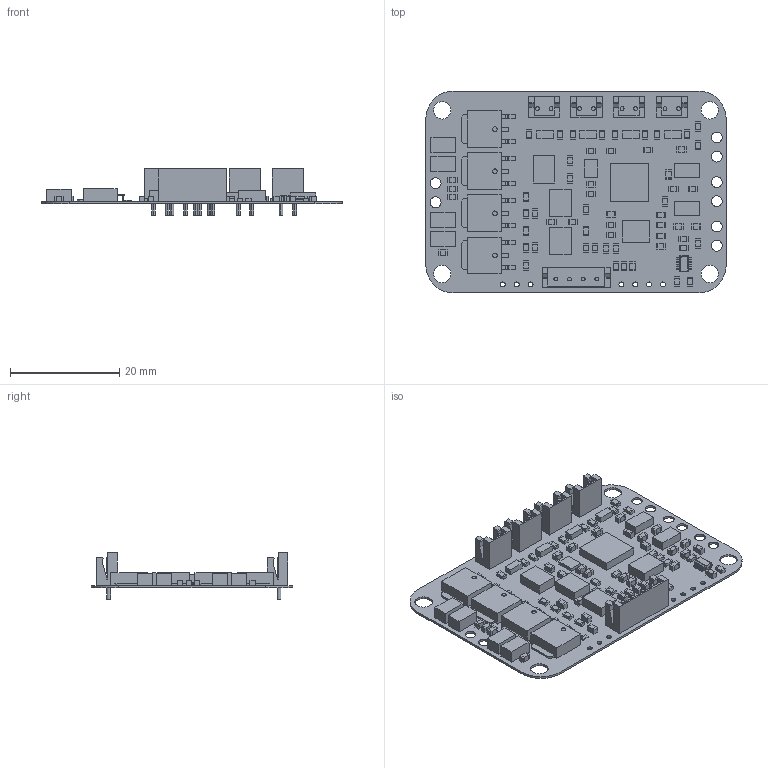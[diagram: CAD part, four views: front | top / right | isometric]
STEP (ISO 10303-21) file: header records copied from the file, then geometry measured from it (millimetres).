
FILE_DESCRIPTION(('Open CASCADE Model'),'2;1');
FILE_NAME('Open CASCADE Shape Model','2020-02-25T11:58:19',('Author'),( 'Open CASCADE'),'Open CASCADE STEP processor 6.8','Open CASCADE 6.8' ,'Unknown');
FILE_SCHEMA(('AUTOMOTIVE_DESIGN { 1 0 10303 214 1 1 1 1 }'));
Length unit declared in the file: millimetre
Products named in the file (1): PCB
Bounding box: 55 x 36.92 x 8.5 mm (x, y, z)
Volume: 1724.5 mm3; surface area: 7677.4 mm2
Topology: 220 solids, 385 shells, 1886 faces, 4324 edges, 3037 vertices
Faces by surface type: plane 1683, cylinder 185, sphere 10, bspline 8
Full cylindrical faces by diameter (mm): 0.762 x12, 0.838 x4, 0.9 x7, 2 x8, 3.2 x4
Entity records: 55190 total; most frequent: CARTESIAN_POINT 10040, DIRECTION 8461, ORIENTED_EDGE 7787, EDGE_CURVE 4314, LINE 3857, VECTOR 3857, VERTEX_POINT 3037, AXIS2_PLACEMENT_3D 2302
